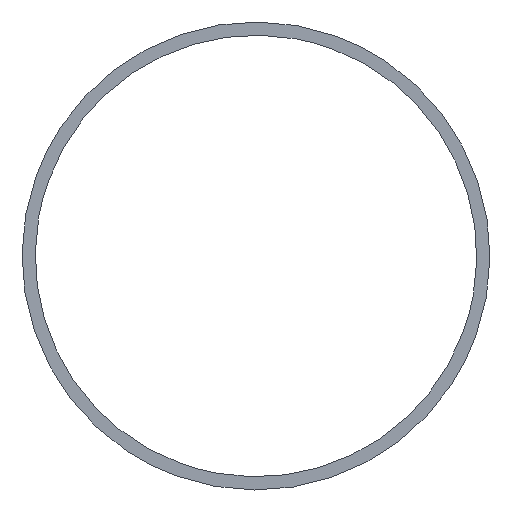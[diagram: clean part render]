
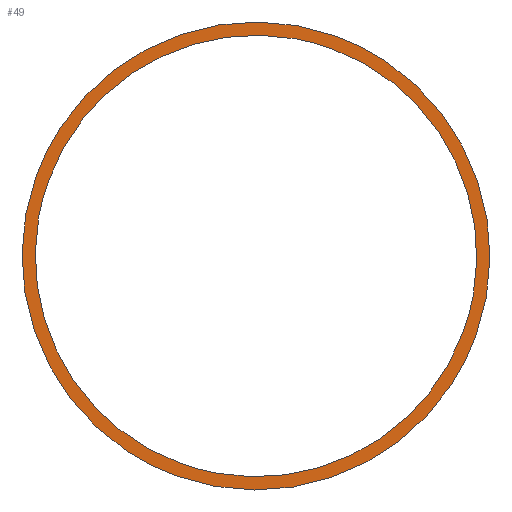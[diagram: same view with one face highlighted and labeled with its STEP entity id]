
A CAD part, top view. The second image highlights one B-rep face of the part: STEP entity #49.
In plain terms, the highlighted free-form (B-spline) face has degree [1, 1] with [2, 2] control points.
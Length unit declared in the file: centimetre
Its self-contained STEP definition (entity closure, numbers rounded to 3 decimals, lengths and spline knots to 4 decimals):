
#12=FACE_BOUND('',#15,.T.);
#13=FACE_OUTER_BOUND('',#14,.T.);
#14=EDGE_LOOP('',(#40,#41,#42,#43));
#15=EDGE_LOOP('',(#44,#45,#46,#47));
#16=B_SPLINE_CURVE_WITH_KNOTS('',3,(#62,#63,#64,#65),.UNSPECIFIED.,.F.,
 .F.,(4,4),(0.,1.5708),.UNSPECIFIED.);
#17=B_SPLINE_CURVE_WITH_KNOTS('',3,(#67,#68,#69,#70),.UNSPECIFIED.,.F.,
 .F.,(4,4),(1.5708,3.1415),.UNSPECIFIED.);
#18=B_SPLINE_CURVE_WITH_KNOTS('',3,(#72,#73,#74,#75),.UNSPECIFIED.,.F.,
 .F.,(4,4),(3.1415,4.7124),.UNSPECIFIED.);
#19=B_SPLINE_CURVE_WITH_KNOTS('',3,(#76,#77,#78,#79),.UNSPECIFIED.,.F.,
 .F.,(4,4),(4.7124,6.2832),.UNSPECIFIED.);
#20=B_SPLINE_CURVE_WITH_KNOTS('',3,(#82,#83,#84,#85),.UNSPECIFIED.,.F.,
 .F.,(4,4),(-1.5708,0.),.UNSPECIFIED.);
#21=B_SPLINE_CURVE_WITH_KNOTS('',3,(#87,#88,#89,#90),.UNSPECIFIED.,.F.,
 .F.,(4,4),(0.,1.5708),.UNSPECIFIED.);
#22=B_SPLINE_CURVE_WITH_KNOTS('',3,(#92,#93,#94,#95),.UNSPECIFIED.,.F.,
 .F.,(4,4),(1.5708,3.1407),.UNSPECIFIED.);
#23=B_SPLINE_CURVE_WITH_KNOTS('',3,(#96,#97,#98,#99),.UNSPECIFIED.,.F.,
 .F.,(4,4),(3.1407,4.7124),.UNSPECIFIED.);
#24=VERTEX_POINT('',#60);
#25=VERTEX_POINT('',#61);
#26=VERTEX_POINT('',#66);
#27=VERTEX_POINT('',#71);
#28=VERTEX_POINT('',#80);
#29=VERTEX_POINT('',#81);
#30=VERTEX_POINT('',#86);
#31=VERTEX_POINT('',#91);
#32=EDGE_CURVE('',#24,#25,#16,.T.);
#33=EDGE_CURVE('',#25,#26,#17,.T.);
#34=EDGE_CURVE('',#26,#27,#18,.T.);
#35=EDGE_CURVE('',#27,#24,#19,.T.);
#36=EDGE_CURVE('',#28,#29,#20,.T.);
#37=EDGE_CURVE('',#29,#30,#21,.T.);
#38=EDGE_CURVE('',#30,#31,#22,.T.);
#39=EDGE_CURVE('',#31,#28,#23,.T.);
#40=ORIENTED_EDGE('',*,*,#32,.T.);
#41=ORIENTED_EDGE('',*,*,#33,.T.);
#42=ORIENTED_EDGE('',*,*,#34,.T.);
#43=ORIENTED_EDGE('',*,*,#35,.T.);
#44=ORIENTED_EDGE('',*,*,#36,.T.);
#45=ORIENTED_EDGE('',*,*,#37,.T.);
#46=ORIENTED_EDGE('',*,*,#38,.T.);
#47=ORIENTED_EDGE('',*,*,#39,.T.);
#48=B_SPLINE_SURFACE_WITH_KNOTS('',1,1,((#56,#57),(#58,#59)),
 .UNSPECIFIED.,.F.,.F.,.F.,(2,2),(2,2),(-13.251,13.251),(-13.251,13.251),
 .UNSPECIFIED.);
#49=ADVANCED_FACE('',(#13,#12),#48,.T.);
#56=CARTESIAN_POINT('Ctrl Pts',(-7.8979,-0.3192,7.0978));
#57=CARTESIAN_POINT('Ctrl Pts',(-8.3652,-0.1481,7.0978));
#58=CARTESIAN_POINT('Ctrl Pts',(-7.7268,0.1481,7.0978));
#59=CARTESIAN_POINT('Ctrl Pts',(-8.1941,0.3192,7.0978));
#60=CARTESIAN_POINT('',(-8.2797,0.0855,7.0978));
#61=CARTESIAN_POINT('',(-8.1316,-0.2336,7.0978));
#62=CARTESIAN_POINT('Ctrl Pts',(-8.2797,0.0855,7.0978));
#63=CARTESIAN_POINT('Ctrl Pts',(-8.3269,-0.0434,7.0978));
#64=CARTESIAN_POINT('Ctrl Pts',(-8.2606,-0.1864,7.0978));
#65=CARTESIAN_POINT('Ctrl Pts',(-8.1316,-0.2336,7.0978));
#66=CARTESIAN_POINT('',(-7.8124,-0.0856,7.0978));
#67=CARTESIAN_POINT('Ctrl Pts',(-8.1316,-0.2336,7.0978));
#68=CARTESIAN_POINT('Ctrl Pts',(-8.0026,-0.2809,7.0978));
#69=CARTESIAN_POINT('Ctrl Pts',(-7.8596,-0.2145,7.0978));
#70=CARTESIAN_POINT('Ctrl Pts',(-7.8124,-0.0856,7.0978));
#71=CARTESIAN_POINT('',(-7.9605,0.2336,7.0978));
#72=CARTESIAN_POINT('Ctrl Pts',(-7.8124,-0.0856,7.0978));
#73=CARTESIAN_POINT('Ctrl Pts',(-7.7652,0.0434,7.0978));
#74=CARTESIAN_POINT('Ctrl Pts',(-7.8315,0.1864,7.0978));
#75=CARTESIAN_POINT('Ctrl Pts',(-7.9605,0.2336,7.0978));
#76=CARTESIAN_POINT('Ctrl Pts',(-7.9605,0.2336,7.0978));
#77=CARTESIAN_POINT('Ctrl Pts',(-8.0895,0.2809,7.0978));
#78=CARTESIAN_POINT('Ctrl Pts',(-8.2324,0.2145,7.0978));
#79=CARTESIAN_POINT('Ctrl Pts',(-8.2797,0.0855,7.0978));
#80=CARTESIAN_POINT('',(-8.1267,-0.2204,7.0978));
#81=CARTESIAN_POINT('',(-8.2664,0.0807,7.0978));
#82=CARTESIAN_POINT('Ctrl Pts',(-8.1267,-0.2204,7.0978));
#83=CARTESIAN_POINT('Ctrl Pts',(-8.2484,-0.1759,7.0978));
#84=CARTESIAN_POINT('Ctrl Pts',(-8.311,-0.041,7.0978));
#85=CARTESIAN_POINT('Ctrl Pts',(-8.2664,0.0807,7.0978));
#86=CARTESIAN_POINT('',(-7.9653,0.2204,7.0978));
#87=CARTESIAN_POINT('Ctrl Pts',(-8.2664,0.0807,7.0978));
#88=CARTESIAN_POINT('Ctrl Pts',(-8.2219,0.2024,7.0978));
#89=CARTESIAN_POINT('Ctrl Pts',(-8.087,0.265,7.0978));
#90=CARTESIAN_POINT('Ctrl Pts',(-7.9653,0.2204,7.0978));
#91=CARTESIAN_POINT('',(-7.8256,-0.0805,7.0978));
#92=CARTESIAN_POINT('Ctrl Pts',(-7.9653,0.2204,7.0978));
#93=CARTESIAN_POINT('Ctrl Pts',(-7.8438,0.1759,7.0978));
#94=CARTESIAN_POINT('Ctrl Pts',(-7.781,0.0411,7.0978));
#95=CARTESIAN_POINT('Ctrl Pts',(-7.8256,-0.0805,7.0978));
#96=CARTESIAN_POINT('Ctrl Pts',(-7.8256,-0.0805,7.0978));
#97=CARTESIAN_POINT('Ctrl Pts',(-7.8702,-0.2023,7.0978));
#98=CARTESIAN_POINT('Ctrl Pts',(-8.0048,-0.265,7.0978));
#99=CARTESIAN_POINT('Ctrl Pts',(-8.1267,-0.2204,7.0978));
